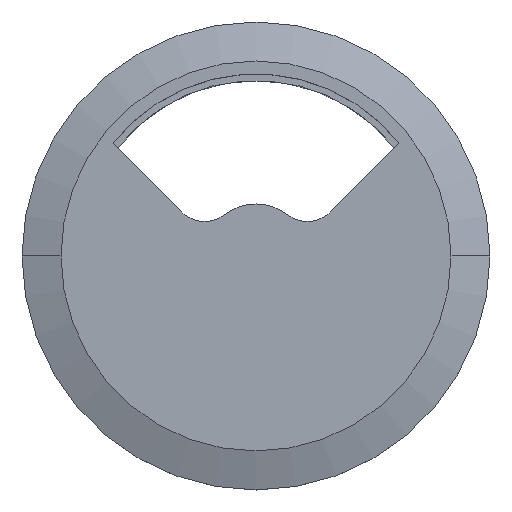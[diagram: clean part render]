
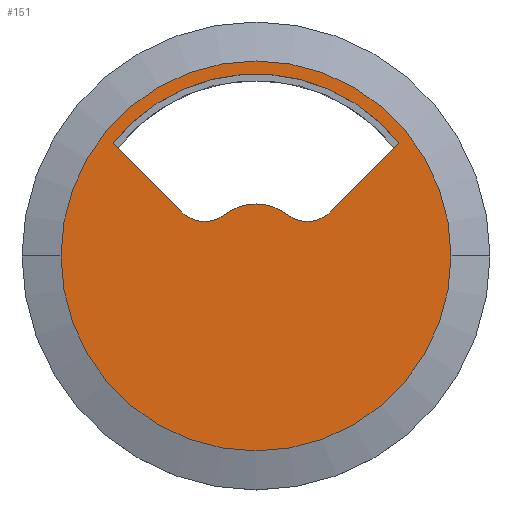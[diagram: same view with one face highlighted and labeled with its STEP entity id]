
A CAD part, top view. The second image highlights one B-rep face of the part: STEP entity #151.
In plain terms, the highlighted planar face has unit normal (0, 0, 1).
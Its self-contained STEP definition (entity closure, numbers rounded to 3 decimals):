
#6 = AXIS2_PLACEMENT_3D ( 'NONE', #170, #176, #462 ) ;
#20 = EDGE_CURVE ( 'NONE', #220, #272, #200, .T. ) ;
#28 = EDGE_LOOP ( 'NONE', ( #706, #219, #144, #269, #317, #528 ) ) ;
#38 = VECTOR ( 'NONE', #141, 1000. ) ;
#49 = CARTESIAN_POINT ( 'NONE',  ( 22., 17.321, 4. ) ) ;
#66 = CARTESIAN_POINT ( 'NONE',  ( 4.873, 6.345, 4. ) ) ;
#71 = DIRECTION ( 'NONE',  ( 0., 0., -1. ) ) ;
#75 = EDGE_LOOP ( 'NONE', ( #295, #143 ) ) ;
#87 = EDGE_CURVE ( 'NONE', #208, #450, #594, .T. ) ;
#93 = VECTOR ( 'NONE', #568, 1000. ) ;
#108 = DIRECTION ( 'NONE',  ( 1., 0., 0. ) ) ;
#141 = DIRECTION ( 'NONE',  ( -0.707, 0.707, 0. ) ) ;
#143 = ORIENTED_EDGE ( 'NONE', *, *, #579, .F. ) ;
#144 = ORIENTED_EDGE ( 'NONE', *, *, #443, .T. ) ;
#151 = ADVANCED_FACE ( 'NONE', ( #467, #280 ), #153, .T. ) ;
#153 = PLANE ( 'NONE',  #357 ) ;
#170 = CARTESIAN_POINT ( 'NONE',  ( 0., 0., 4. ) ) ;
#176 = DIRECTION ( 'NONE',  ( 0., 0., 1. ) ) ;
#182 = EDGE_CURVE ( 'NONE', #543, #220, #325, .T. ) ;
#200 = CIRCLE ( 'NONE', #492, 5. ) ;
#208 = VERTEX_POINT ( 'NONE', #621 ) ;
#214 = CARTESIAN_POINT ( 'NONE',  ( 0., 0., 4. ) ) ;
#219 = ORIENTED_EDGE ( 'NONE', *, *, #87, .T. ) ;
#220 = VERTEX_POINT ( 'NONE', #394 ) ;
#237 = CIRCLE ( 'NONE', #732, 30. ) ;
#242 = VERTEX_POINT ( 'NONE', #287 ) ;
#255 = DIRECTION ( 'NONE',  ( 0., 0., -1. ) ) ;
#266 = DIRECTION ( 'NONE',  ( -1., 0., 0. ) ) ;
#269 = ORIENTED_EDGE ( 'NONE', *, *, #182, .T. ) ;
#272 = VERTEX_POINT ( 'NONE', #66 ) ;
#280 = FACE_OUTER_BOUND ( 'NONE', #75, .T. ) ;
#287 = CARTESIAN_POINT ( 'NONE',  ( -4.873, 6.345, 4. ) ) ;
#289 = CIRCLE ( 'NONE', #6, 8. ) ;
#295 = ORIENTED_EDGE ( 'NONE', *, *, #419, .F. ) ;
#306 = DIRECTION ( 'NONE',  ( -1., 0., 0. ) ) ;
#313 = CARTESIAN_POINT ( 'NONE',  ( -30., 0., 4. ) ) ;
#317 = ORIENTED_EDGE ( 'NONE', *, *, #20, .T. ) ;
#318 = DIRECTION ( 'NONE',  ( 1., 0., 0. ) ) ;
#325 = LINE ( 'NONE', #49, #93 ) ;
#357 = AXIS2_PLACEMENT_3D ( 'NONE', #551, #687, #108 ) ;
#380 = CARTESIAN_POINT ( 'NONE',  ( 22., 17.321, 4. ) ) ;
#394 = CARTESIAN_POINT ( 'NONE',  ( 11.454, 6.775, 4. ) ) ;
#397 = DIRECTION ( 'NONE',  ( -1., 0., 0. ) ) ;
#407 = DIRECTION ( 'NONE',  ( 0., 0., -1. ) ) ;
#411 = CIRCLE ( 'NONE', #444, 28. ) ;
#419 = EDGE_CURVE ( 'NONE', #471, #728, #509, .T. ) ;
#437 = CIRCLE ( 'NONE', #740, 5. ) ;
#443 = EDGE_CURVE ( 'NONE', #450, #543, #411, .T. ) ;
#444 = AXIS2_PLACEMENT_3D ( 'NONE', #668, #553, #266 ) ;
#450 = VERTEX_POINT ( 'NONE', #497 ) ;
#459 = EDGE_CURVE ( 'NONE', #242, #208, #437, .T. ) ;
#462 = DIRECTION ( 'NONE',  ( 1., 0., 0. ) ) ;
#467 = FACE_BOUND ( 'NONE', #28, .T. ) ;
#471 = VERTEX_POINT ( 'NONE', #313 ) ;
#483 = CARTESIAN_POINT ( 'NONE',  ( 0., 0., 4. ) ) ;
#491 = CARTESIAN_POINT ( 'NONE',  ( -11.454, 6.775, 4. ) ) ;
#492 = AXIS2_PLACEMENT_3D ( 'NONE', #695, #407, #749 ) ;
#497 = CARTESIAN_POINT ( 'NONE',  ( -22., 17.321, 4. ) ) ;
#509 = CIRCLE ( 'NONE', #540, 30. ) ;
#528 = ORIENTED_EDGE ( 'NONE', *, *, #684, .T. ) ;
#540 = AXIS2_PLACEMENT_3D ( 'NONE', #483, #71, #306 ) ;
#543 = VERTEX_POINT ( 'NONE', #380 ) ;
#551 = CARTESIAN_POINT ( 'NONE',  ( -20.75, 0., 4. ) ) ;
#553 = DIRECTION ( 'NONE',  ( 0., 0., -1. ) ) ;
#568 = DIRECTION ( 'NONE',  ( -0.707, -0.707, 0. ) ) ;
#579 = EDGE_CURVE ( 'NONE', #728, #471, #237, .T. ) ;
#594 = LINE ( 'NONE', #491, #38 ) ;
#610 = CARTESIAN_POINT ( 'NONE',  ( -7.918, 10.31, 4. ) ) ;
#621 = CARTESIAN_POINT ( 'NONE',  ( -11.454, 6.775, 4. ) ) ;
#624 = DIRECTION ( 'NONE',  ( 0., 0., -1. ) ) ;
#638 = CARTESIAN_POINT ( 'NONE',  ( 30., 0., 4. ) ) ;
#668 = CARTESIAN_POINT ( 'NONE',  ( 0., 0., 4. ) ) ;
#684 = EDGE_CURVE ( 'NONE', #272, #242, #289, .T. ) ;
#687 = DIRECTION ( 'NONE',  ( 0., 0., 1. ) ) ;
#695 = CARTESIAN_POINT ( 'NONE',  ( 7.918, 10.31, 4. ) ) ;
#706 = ORIENTED_EDGE ( 'NONE', *, *, #459, .T. ) ;
#728 = VERTEX_POINT ( 'NONE', #638 ) ;
#732 = AXIS2_PLACEMENT_3D ( 'NONE', #214, #624, #397 ) ;
#740 = AXIS2_PLACEMENT_3D ( 'NONE', #610, #255, #318 ) ;
#749 = DIRECTION ( 'NONE',  ( 1., 0., 0. ) ) ;
